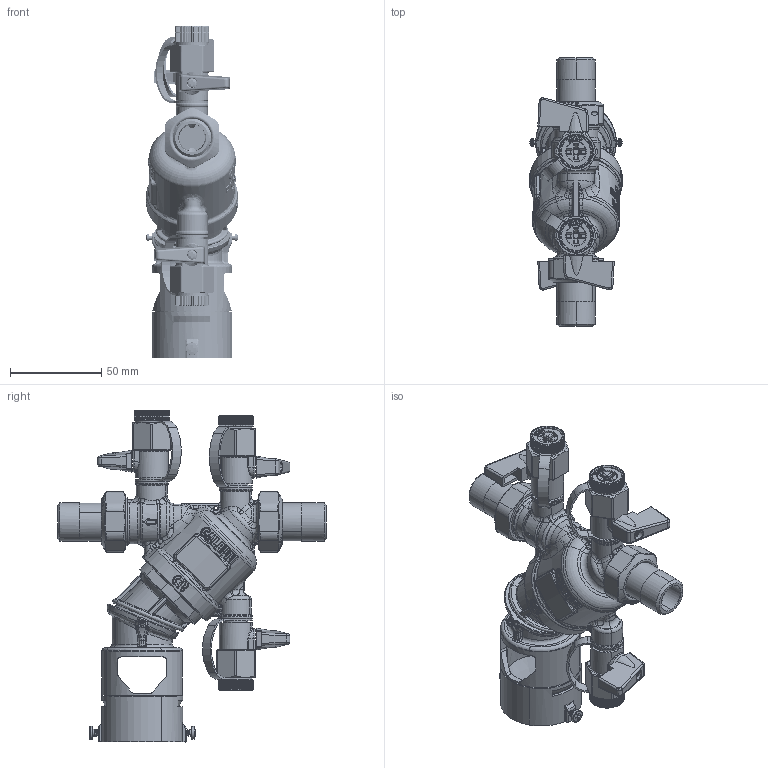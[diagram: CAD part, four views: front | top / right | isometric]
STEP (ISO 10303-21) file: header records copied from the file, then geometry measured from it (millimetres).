
FILE_DESCRIPTION(('CATIA V5 STEP Exchange'),'2;1');
FILE_NAME('STEP_580004_-_TST.stp','2019-01-07T16:20:04+00:00',('none'),('none'),'CATIA Version 5-6 Release 2016 SP4','CATIA V5 STEP AP203','none');
FILE_SCHEMA(('CONFIG_CONTROL_DESIGN'));
Length unit declared in the file: millimetre
Products named in the file (1): 580004 - TST
Bounding box: 50.69 x 147 x 181.52 mm (x, y, z)
Volume: 224769.1 mm3; surface area: 81190.1 mm2
Topology: 4 solids, 21 shells, 6101 faces, 15543 edges, 9351 vertices
Faces by surface type: plane 2143, bspline 1992, cylinder 1128, torus 311, cone 281, sphere 225, revolution 21
Entity records: 278589 total; most frequent: CARTESIAN_POINT 159203, ORIENTED_EDGE 30534, EDGE_CURVE 15267, DIRECTION 14083, VERTEX_POINT 9351, B_SPLINE_CURVE_WITH_KNOTS 7230, EDGE_LOOP 6290, AXIS2_PLACEMENT_3D 6261
